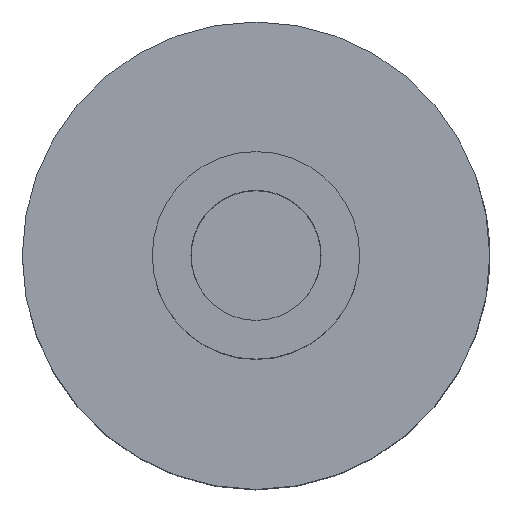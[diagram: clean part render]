
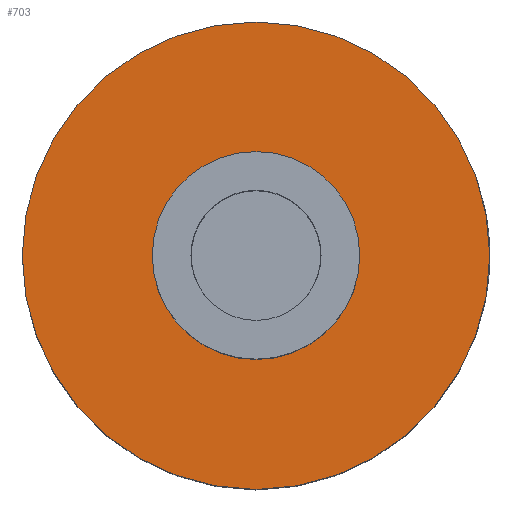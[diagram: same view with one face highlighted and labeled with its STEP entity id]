
A CAD part, top view. The second image highlights one B-rep face of the part: STEP entity #703.
In plain terms, the highlighted planar face has unit normal (0, 0, 1).
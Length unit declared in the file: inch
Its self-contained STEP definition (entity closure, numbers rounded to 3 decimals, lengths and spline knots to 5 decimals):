
#79 = AXIS2_PLACEMENT_3D ( 'NONE', #1350, #3422, #1631 ) ;
#125 = FACE_BOUND ( 'NONE', #2329, .T. ) ;
#207 = ORIENTED_EDGE ( 'NONE', *, *, #798, .T. ) ;
#209 = ORIENTED_EDGE ( 'NONE', *, *, #2385, .T. ) ;
#240 = CARTESIAN_POINT ( 'NONE',  ( -0.5, 0., 1.5 ) ) ;
#288 = PLANE ( 'NONE',  #794 ) ;
#412 = AXIS2_PLACEMENT_3D ( 'NONE', #2267, #501, #2571 ) ;
#501 = DIRECTION ( 'NONE',  ( 0., 0., 1. ) ) ;
#615 = EDGE_LOOP ( 'NONE', ( #207, #209 ) ) ;
#694 = CARTESIAN_POINT ( 'NONE',  ( 0.5, 0., 1.5 ) ) ;
#703 = ADVANCED_FACE ( 'NONE', ( #904, #125 ), #288, .T. ) ;
#794 = AXIS2_PLACEMENT_3D ( 'NONE', #1192, #1486, #3566 ) ;
#798 = EDGE_CURVE ( 'NONE', #2190, #2580, #2344, .T. ) ;
#904 = FACE_OUTER_BOUND ( 'NONE', #615, .T. ) ;
#905 = CARTESIAN_POINT ( 'NONE',  ( 0., 0., 1.5 ) ) ;
#1192 = CARTESIAN_POINT ( 'NONE',  ( 0.5, 0., 1.5 ) ) ;
#1197 = DIRECTION ( 'NONE',  ( 1., 0., 0. ) ) ;
#1350 = CARTESIAN_POINT ( 'NONE',  ( 0., 0., 1.5 ) ) ;
#1486 = DIRECTION ( 'NONE',  ( 0., 0., 1. ) ) ;
#1631 = DIRECTION ( 'NONE',  ( 1., 0., 0. ) ) ;
#1662 = ORIENTED_EDGE ( 'NONE', *, *, #3647, .F. ) ;
#1722 = CARTESIAN_POINT ( 'NONE',  ( -1.1261, 0., 1.5 ) ) ;
#1833 = CIRCLE ( 'NONE', #2025, 0.5 ) ;
#1945 = EDGE_CURVE ( 'NONE', #2062, #3079, #3712, .T. ) ;
#2025 = AXIS2_PLACEMENT_3D ( 'NONE', #905, #2990, #1197 ) ;
#2031 = DIRECTION ( 'NONE',  ( 1., 0., 0. ) ) ;
#2062 = VERTEX_POINT ( 'NONE', #240 ) ;
#2190 = VERTEX_POINT ( 'NONE', #3261 ) ;
#2267 = CARTESIAN_POINT ( 'NONE',  ( 0., 0., 1.5 ) ) ;
#2329 = EDGE_LOOP ( 'NONE', ( #1662, #2573 ) ) ;
#2343 = DIRECTION ( 'NONE',  ( 0., 0., 1. ) ) ;
#2344 = CIRCLE ( 'NONE', #3004, 1.1261 ) ;
#2385 = EDGE_CURVE ( 'NONE', #2580, #2190, #2832, .T. ) ;
#2571 = DIRECTION ( 'NONE',  ( 1., 0., 0. ) ) ;
#2573 = ORIENTED_EDGE ( 'NONE', *, *, #1945, .F. ) ;
#2580 = VERTEX_POINT ( 'NONE', #1722 ) ;
#2832 = CIRCLE ( 'NONE', #79, 1.1261 ) ;
#2942 = CARTESIAN_POINT ( 'NONE',  ( 0., 0., 1.5 ) ) ;
#2990 = DIRECTION ( 'NONE',  ( 0., 0., 1. ) ) ;
#3004 = AXIS2_PLACEMENT_3D ( 'NONE', #2942, #2343, #2031 ) ;
#3079 = VERTEX_POINT ( 'NONE', #694 ) ;
#3261 = CARTESIAN_POINT ( 'NONE',  ( 1.1261, 0., 1.5 ) ) ;
#3422 = DIRECTION ( 'NONE',  ( 0., 0., 1. ) ) ;
#3566 = DIRECTION ( 'NONE',  ( 1., 0., 0. ) ) ;
#3647 = EDGE_CURVE ( 'NONE', #3079, #2062, #1833, .T. ) ;
#3712 = CIRCLE ( 'NONE', #412, 0.5 ) ;
